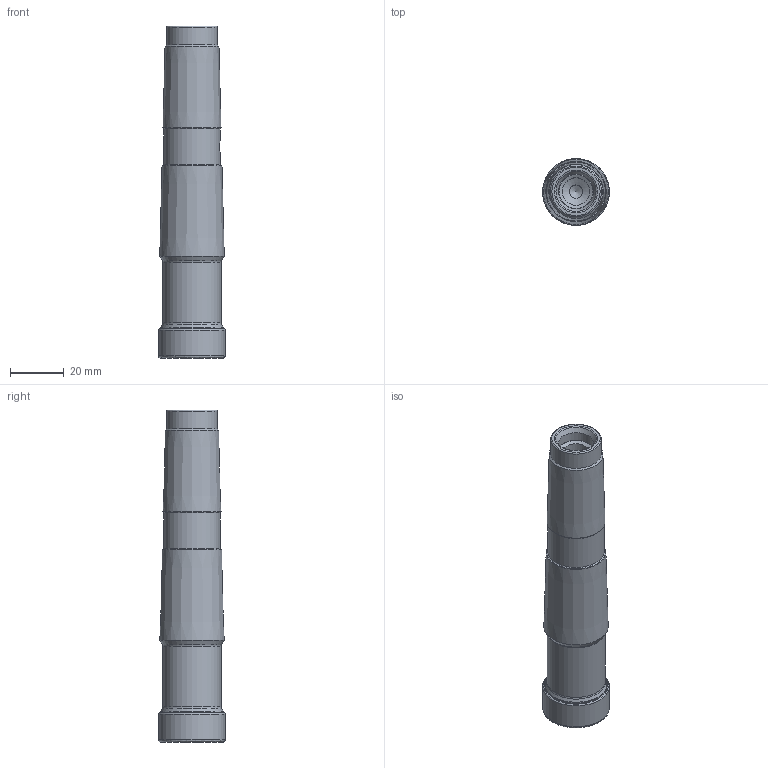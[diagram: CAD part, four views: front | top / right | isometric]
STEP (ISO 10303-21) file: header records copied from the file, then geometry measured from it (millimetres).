
FILE_DESCRIPTION(/* description */ (''),/* implementation_level */ '2;1');
FILE_NAME(/* name */ '202755080ndi000_00.stp',/* time_stamp */ '2019-12-13T07:14:47+01:00',/* author */ (''),/* organization */ (''),/* preprocessor_version */ 'ST-DEVELOPER v16.7',/* originating_system */ 'SIEMENS PLM Software NX 12.0',/* authorisation */ '');
FILE_SCHEMA (('AUTOMOTIVE_DESIGN { 1 0 10303 214 3 1 1 1 }'));
Length unit declared in the file: millimetre
Products named in the file (1): mp543D349A27fppb
Bounding box: 24.94 x 24.94 x 124 mm (x, y, z)
Volume: 45451.5 mm3; surface area: 13377.3 mm2
Topology: 2 solids, 2 shells, 57 faces, 122 edges, 68 vertices
Faces by surface type: revolution 18, cone 17, torus 9, cylinder 8, plane 5
Full cylindrical faces by diameter (mm): 5 x2, 10.3 x1, 13 x1, 19 x1, 21 x1, 21.832 x1, 23.332 x1
Entity records: 1451 total; most frequent: CARTESIAN_POINT 432, DIRECTION 208, ORIENTED_EDGE 116, FACE_BOUND 114, EDGE_LOOP 114, AXIS2_PLACEMENT_3D 95, VERTEX_POINT 59, EDGE_CURVE 58
